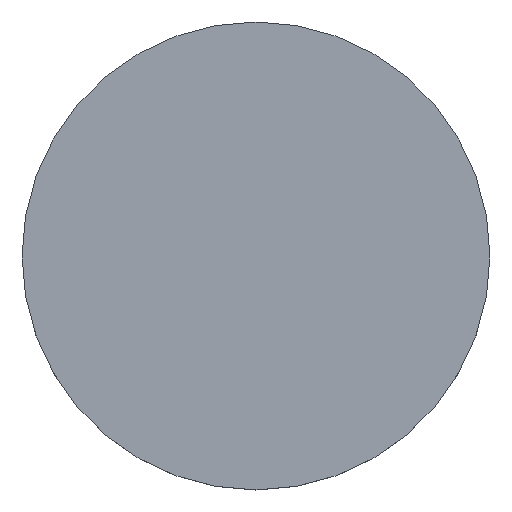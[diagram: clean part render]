
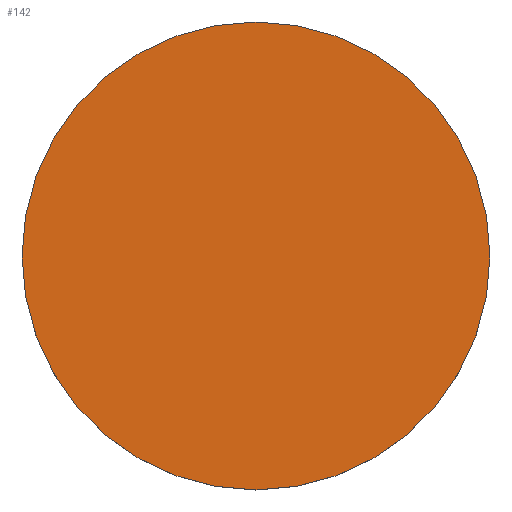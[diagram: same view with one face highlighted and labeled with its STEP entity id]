
A CAD part, top view. The second image highlights one B-rep face of the part: STEP entity #142.
In plain terms, the highlighted planar face has unit normal (0, 0, 1).
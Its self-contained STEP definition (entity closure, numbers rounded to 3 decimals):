
#20 = DIRECTION ( 'NONE',  ( 0., 0., 1. ) ) ;
#23 = VERTEX_POINT ( 'NONE', #125 ) ;
#25 = EDGE_CURVE ( 'NONE', #52, #23, #172, .T. ) ;
#29 = ORIENTED_EDGE ( 'NONE', *, *, #93, .T. ) ;
#41 = DIRECTION ( 'NONE',  ( 0., 0., 1. ) ) ;
#43 = CIRCLE ( 'NONE', #145, 6.25 ) ;
#46 = CARTESIAN_POINT ( 'NONE',  ( -6.25, 0., 0.625 ) ) ;
#51 = AXIS2_PLACEMENT_3D ( 'NONE', #95, #41, #120 ) ;
#52 = VERTEX_POINT ( 'NONE', #46 ) ;
#59 = AXIS2_PLACEMENT_3D ( 'NONE', #118, #20, #71 ) ;
#60 = ORIENTED_EDGE ( 'NONE', *, *, #25, .T. ) ;
#64 = EDGE_LOOP ( 'NONE', ( #60, #29 ) ) ;
#71 = DIRECTION ( 'NONE',  ( 1., 0., 0. ) ) ;
#80 = FACE_OUTER_BOUND ( 'NONE', #64, .T. ) ;
#92 = DIRECTION ( 'NONE',  ( 1., 0., 0. ) ) ;
#93 = EDGE_CURVE ( 'NONE', #23, #52, #43, .T. ) ;
#95 = CARTESIAN_POINT ( 'NONE',  ( 0., 0., 0.625 ) ) ;
#118 = CARTESIAN_POINT ( 'NONE',  ( 0., 0., 0.625 ) ) ;
#120 = DIRECTION ( 'NONE',  ( 1., 0., 0. ) ) ;
#125 = CARTESIAN_POINT ( 'NONE',  ( 6.25, 0., 0.625 ) ) ;
#134 = DIRECTION ( 'NONE',  ( 0., 0., 1. ) ) ;
#142 = ADVANCED_FACE ( 'NONE', ( #80 ), #155, .T. ) ;
#145 = AXIS2_PLACEMENT_3D ( 'NONE', #168, #134, #92 ) ;
#155 = PLANE ( 'NONE',  #51 ) ;
#168 = CARTESIAN_POINT ( 'NONE',  ( 0., 0., 0.625 ) ) ;
#172 = CIRCLE ( 'NONE', #59, 6.25 ) ;
